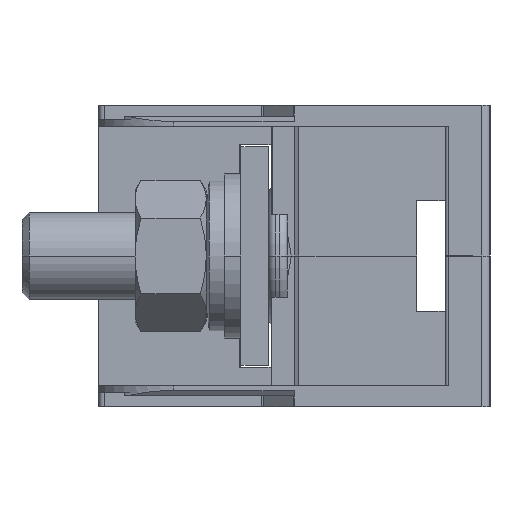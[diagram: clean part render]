
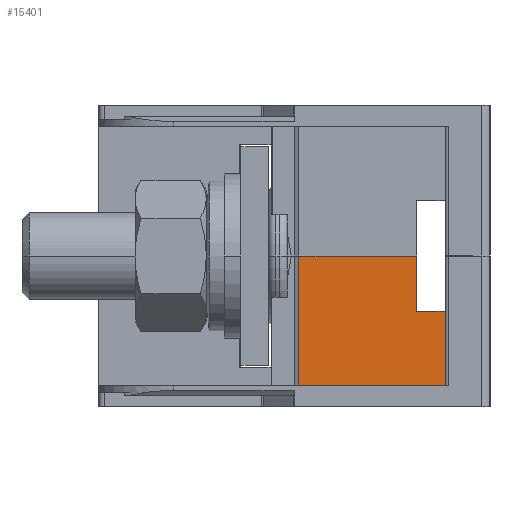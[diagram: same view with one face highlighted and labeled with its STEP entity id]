
A CAD part, left-side view. The second image highlights one B-rep face of the part: STEP entity #15401.
In plain terms, the highlighted planar face has unit normal (-1, 0, 0).
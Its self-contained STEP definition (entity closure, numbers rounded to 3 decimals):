
#9737=DIRECTION('',(0.,1.,0.));
#9738=VECTOR('',#9737,26.714);
#9739=CARTESIAN_POINT('',(-39.8,1.7,-23.7));
#9740=LINE('',#9739,#9738);
#10234=DIRECTION('',(0.,0.,-1.));
#10235=VECTOR('',#10234,23.7);
#10236=CARTESIAN_POINT('',(-39.8,28.414,0.));
#10237=LINE('',#10236,#10235);
#10238=DIRECTION('',(0.,0.,1.));
#10239=VECTOR('',#10238,13.6);
#10240=CARTESIAN_POINT('',(-39.8,1.7,-23.7));
#10241=LINE('',#10240,#10239);
#10242=DIRECTION('',(0.,-1.,0.));
#10243=VECTOR('',#10242,21.514);
#10244=CARTESIAN_POINT('',(-39.8,28.414,0.));
#10245=LINE('',#10244,#10243);
#10246=DIRECTION('',(0.,0.,-1.));
#10247=VECTOR('',#10246,10.1);
#10248=CARTESIAN_POINT('',(-39.8,6.9,0.));
#10249=LINE('',#10248,#10247);
#10258=DIRECTION('',(0.,1.,0.));
#10259=VECTOR('',#10258,5.2);
#10260=CARTESIAN_POINT('',(-39.8,1.7,-10.1));
#10261=LINE('',#10260,#10259);
#12526=CARTESIAN_POINT('',(-39.8,28.414,0.));
#12528=VERTEX_POINT('',#12526);
#12536=CARTESIAN_POINT('',(-39.8,28.414,-23.7));
#12537=VERTEX_POINT('',#12536);
#12648=CARTESIAN_POINT('',(-39.8,6.9,0.));
#12649=CARTESIAN_POINT('',(-39.8,6.9,-10.1));
#12650=VERTEX_POINT('',#12648);
#12651=VERTEX_POINT('',#12649);
#12672=CARTESIAN_POINT('',(-39.8,1.7,-23.7));
#12674=VERTEX_POINT('',#12672);
#12684=CARTESIAN_POINT('',(-39.8,1.7,-10.1));
#12685=VERTEX_POINT('',#12684);
#15386=CARTESIAN_POINT('',(-39.8,1.5,0.));
#15387=DIRECTION('',(1.,0.,0.));
#15388=DIRECTION('',(0.,1.,0.));
#15389=AXIS2_PLACEMENT_3D('',#15386,#15387,#15388);
#15390=PLANE('',#15389);
#15391=ORIENTED_EDGE('',*,*,#14759,.F.);
#15392=ORIENTED_EDGE('',*,*,#14648,.T.);
#15393=ORIENTED_EDGE('',*,*,#15379,.F.);
#15394=ORIENTED_EDGE('',*,*,#12948,.T.);
#15396=ORIENTED_EDGE('',*,*,#15395,.T.);
#15398=ORIENTED_EDGE('',*,*,#15397,.F.);
#15399=EDGE_LOOP('',(#15391,#15392,#15393,#15394,#15396,#15398));
#15400=FACE_OUTER_BOUND('',#15399,.F.);
#12948=EDGE_CURVE('',#12528,#12650,#10245,.T.);
#14648=EDGE_CURVE('',#12674,#12537,#9740,.T.);
#14759=EDGE_CURVE('',#12674,#12685,#10241,.T.);
#15379=EDGE_CURVE('',#12528,#12537,#10237,.T.);
#15395=EDGE_CURVE('',#12650,#12651,#10249,.T.);
#15397=EDGE_CURVE('',#12685,#12651,#10261,.T.);
#15401=ADVANCED_FACE('',(#15400),#15390,.F.);
